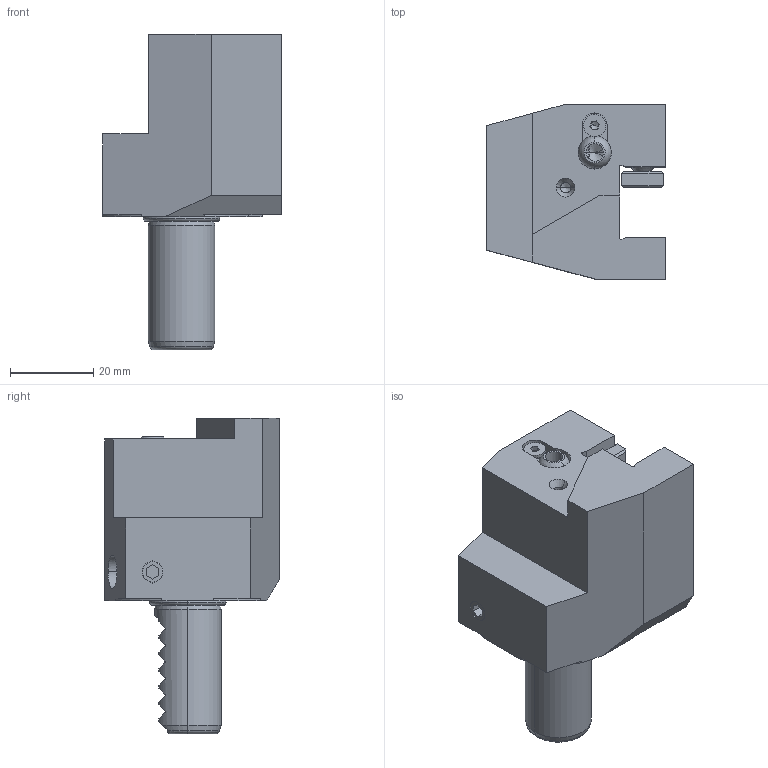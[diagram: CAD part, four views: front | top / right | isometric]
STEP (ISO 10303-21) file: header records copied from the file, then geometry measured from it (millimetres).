
FILE_DESCRIPTION (( 'STEP AP203' ), '1' );
FILE_NAME ('C1-16X12X44.STEP', '2019-07-23T04:49:42', ( '' ), ( '' ), 'SwSTEP 2.0', 'SolidWorks 2017', '' );
FILE_SCHEMA (( 'CONFIG_CONTROL_DESIGN' ));
Length unit declared in the file: millimetre
Products named in the file (1): C1-16X12X44
Bounding box: 43 x 42 x 76 mm (x, y, z)
Volume: 57919.1 mm3; surface area: 17348.7 mm2
Topology: 12 solids, 12 shells, 290 faces, 688 edges, 416 vertices
Faces by surface type: plane 143, cylinder 70, cone 52, torus 21, sphere 2, bspline 2
Entity records: 9624 total; most frequent: CARTESIAN_POINT 2972, DIRECTION 1394, ORIENTED_EDGE 1342, EDGE_CURVE 671, AXIS2_PLACEMENT_3D 507, VERTEX_POINT 413, LINE 380, VECTOR 380
